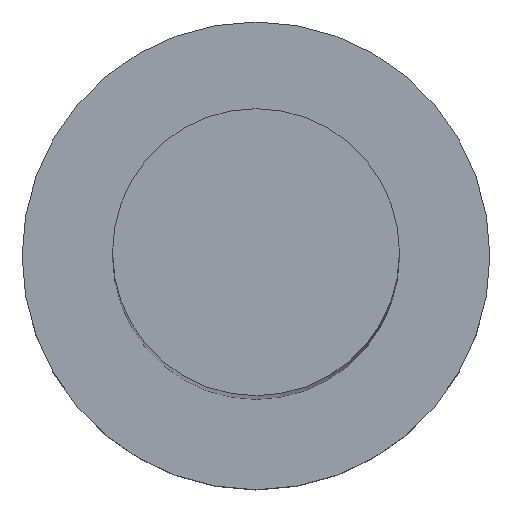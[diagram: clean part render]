
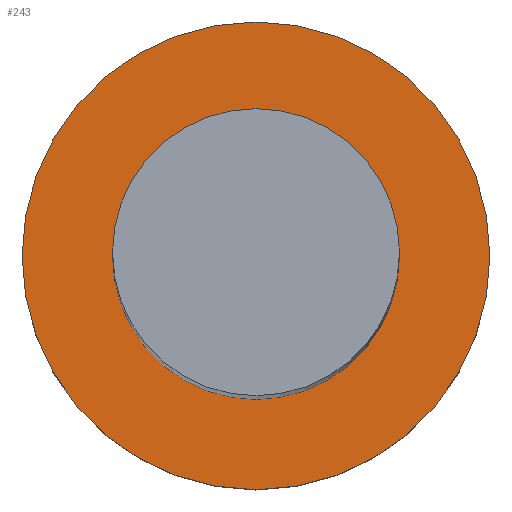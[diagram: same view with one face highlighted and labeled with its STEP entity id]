
A CAD part, top view. The second image highlights one B-rep face of the part: STEP entity #243.
In plain terms, the highlighted planar face has unit normal (0, 0, 1).
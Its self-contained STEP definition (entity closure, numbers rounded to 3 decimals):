
#2 = EDGE_LOOP ( 'NONE', ( #64, #180 ) ) ;
#4 = CARTESIAN_POINT ( 'NONE',  ( 6.75, 0., 7. ) ) ;
#5 = EDGE_LOOP ( 'NONE', ( #86, #198 ) ) ;
#8 = DIRECTION ( 'NONE',  ( 1., 0., 0. ) ) ;
#15 = AXIS2_PLACEMENT_3D ( 'NONE', #89, #187, #30 ) ;
#26 = CIRCLE ( 'NONE', #15, 6.75 ) ;
#30 = DIRECTION ( 'NONE',  ( 1., 0., 0. ) ) ;
#33 = CIRCLE ( 'NONE', #48, 11. ) ;
#34 = VERTEX_POINT ( 'NONE', #228 ) ;
#48 = AXIS2_PLACEMENT_3D ( 'NONE', #131, #224, #111 ) ;
#49 = FACE_BOUND ( 'NONE', #2, .T. ) ;
#53 = CARTESIAN_POINT ( 'NONE',  ( 11., 0., 7. ) ) ;
#64 = ORIENTED_EDGE ( 'NONE', *, *, #210, .F. ) ;
#67 = DIRECTION ( 'NONE',  ( 1., 0., 0. ) ) ;
#86 = ORIENTED_EDGE ( 'NONE', *, *, #226, .T. ) ;
#89 = CARTESIAN_POINT ( 'NONE',  ( 0., 0., 7. ) ) ;
#91 = CARTESIAN_POINT ( 'NONE',  ( -11., 0., 7. ) ) ;
#108 = CIRCLE ( 'NONE', #138, 11. ) ;
#111 = DIRECTION ( 'NONE',  ( 1., 0., 0. ) ) ;
#114 = DIRECTION ( 'NONE',  ( 0., 0., 1. ) ) ;
#121 = VERTEX_POINT ( 'NONE', #53 ) ;
#127 = CIRCLE ( 'NONE', #141, 6.75 ) ;
#130 = PLANE ( 'NONE',  #153 ) ;
#131 = CARTESIAN_POINT ( 'NONE',  ( 0., 0., 7. ) ) ;
#132 = DIRECTION ( 'NONE',  ( 1., 0., 0. ) ) ;
#138 = AXIS2_PLACEMENT_3D ( 'NONE', #164, #114, #67 ) ;
#141 = AXIS2_PLACEMENT_3D ( 'NONE', #240, #166, #8 ) ;
#146 = DIRECTION ( 'NONE',  ( 0., 0., 1. ) ) ;
#153 = AXIS2_PLACEMENT_3D ( 'NONE', #167, #146, #132 ) ;
#156 = EDGE_CURVE ( 'NONE', #221, #34, #26, .T. ) ;
#162 = EDGE_CURVE ( 'NONE', #121, #206, #108, .T. ) ;
#164 = CARTESIAN_POINT ( 'NONE',  ( 0., 0., 7. ) ) ;
#166 = DIRECTION ( 'NONE',  ( 0., 0., 1. ) ) ;
#167 = CARTESIAN_POINT ( 'NONE',  ( 0., 0., 7. ) ) ;
#180 = ORIENTED_EDGE ( 'NONE', *, *, #156, .F. ) ;
#187 = DIRECTION ( 'NONE',  ( 0., 0., 1. ) ) ;
#198 = ORIENTED_EDGE ( 'NONE', *, *, #162, .T. ) ;
#206 = VERTEX_POINT ( 'NONE', #91 ) ;
#210 = EDGE_CURVE ( 'NONE', #34, #221, #127, .T. ) ;
#221 = VERTEX_POINT ( 'NONE', #4 ) ;
#224 = DIRECTION ( 'NONE',  ( 0., 0., 1. ) ) ;
#225 = FACE_OUTER_BOUND ( 'NONE', #5, .T. ) ;
#226 = EDGE_CURVE ( 'NONE', #206, #121, #33, .T. ) ;
#228 = CARTESIAN_POINT ( 'NONE',  ( -6.75, 0., 7. ) ) ;
#240 = CARTESIAN_POINT ( 'NONE',  ( 0., 0., 7. ) ) ;
#243 = ADVANCED_FACE ( 'NONE', ( #49, #225 ), #130, .T. ) ;
